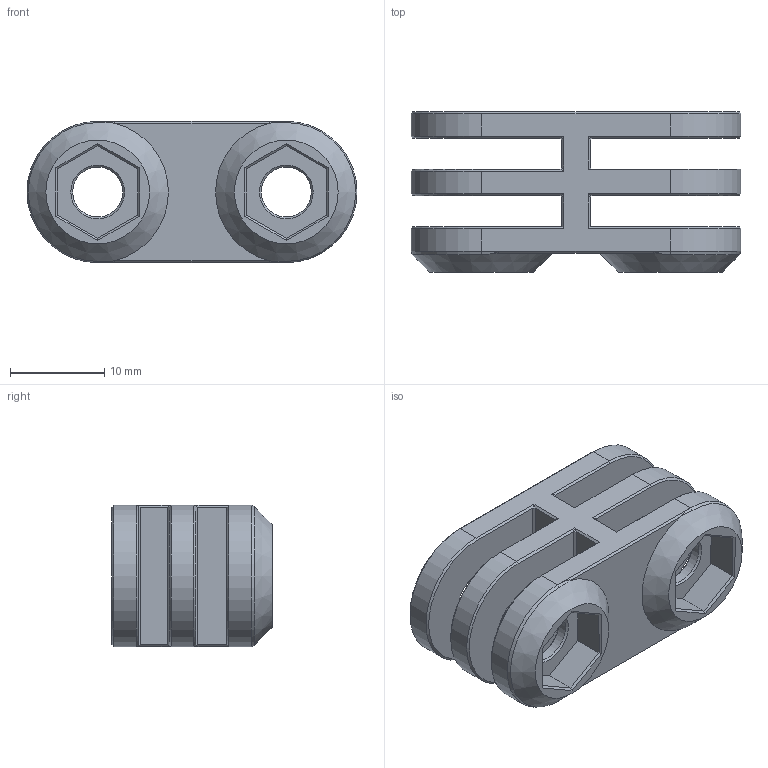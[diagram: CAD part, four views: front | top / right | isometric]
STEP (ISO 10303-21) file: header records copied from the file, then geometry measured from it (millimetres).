
FILE_DESCRIPTION(/* description */ (''),/* implementation_level */ '2;1');
FILE_NAME(/* name */ 'Female-female.step',/* time_stamp */ '2019-07-26T23:17:00+10:00',/* author */ (''),/* organization */ (''),/* preprocessor_version */ 'ST-DEVELOPER v18',/* originating_system */ 'Autodesk Translation Framework v8.2.0.1029',/* authorisation */ '');
FILE_SCHEMA (('AUTOMOTIVE_DESIGN { 1 0 10303 214 3 1 1 }'));
Length unit declared in the file: millimetre
Products named in the file (2): Arm; Female-Female
Assembly tree (1 placements, depth 2):
  Arm
    Female-Female
Bounding box: 35 x 17 x 15 mm (x, y, z)
Volume: 4089.3 mm3; surface area: 3794 mm2
Topology: 1 solids, 1 shells, 127 faces, 285 edges, 162 vertices
Faces by surface type: plane 86, cone 25, cylinder 12, bspline 4
Full cylindrical faces by diameter (mm): 5.3 x6
Entity records: 3561 total; most frequent: CARTESIAN_POINT 701, DIRECTION 578, ORIENTED_EDGE 570, EDGE_CURVE 285, LINE 220, VECTOR 220, AXIS2_PLACEMENT_3D 179, VERTEX_POINT 162
